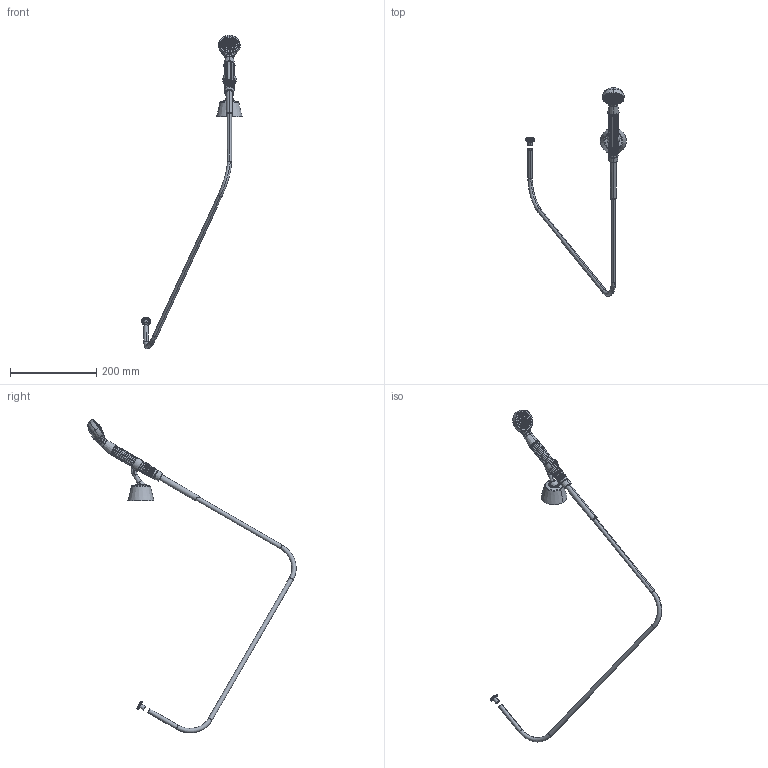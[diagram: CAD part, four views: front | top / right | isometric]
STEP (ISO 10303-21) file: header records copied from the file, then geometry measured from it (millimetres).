
FILE_DESCRIPTION((''),'2;1');
FILE_NAME('280B_ASM','2010-12-08T',('project'),(''),'PRO/ENGINEER BY PARAMETRIC TECHNOLOGY CORPORATION, 2009300','PRO/ENGINEER BY PARAMETRIC TECHNOLOGY CORPORATION, 2009300','');
FILE_SCHEMA(('CONFIG_CONTROL_DESIGN'));
Length unit declared in the file: inch
Products named in the file (24): 50296; 50300; 50299; 50298; 50301; 50297; 287_ASM; 50278; 50279; 50277; 50275; 91173; 50276; 92253; 280_ASM; 50287-1_AF0; 91176_AF0; 50900_AF0; 50900; 91153_AF0; 91153; 91021; 284_RH_ASM; 280B_ASM
Assembly tree (23 placements, depth 3):
  280B_ASM
    287_ASM
      50296
      50300
      50299
      50298
      50301
      50297
    280_ASM
      50278
      50279
      50277
      50275
      91173
      50276
      92253
    284_RH_ASM
      50287-1_AF0
      91176_AF0
      50900_AF0
      50900
      91153_AF0
      91153
      91021
Bounding box: 233.66 x 484 x 728.55 mm (x, y, z)
Volume: 88337 mm3; surface area: 161986.2 mm2
Topology: 19 solids, 36 shells, 1353 faces, 3503 edges, 2226 vertices
Faces by surface type: bspline 493, cylinder 477, plane 148, cone 106, torus 97, sphere 32
Entity records: 89897 total; most frequent: CARTESIAN_POINT 59321, ORIENTED_EDGE 6718, DIRECTION 5144, EDGE_CURVE 3493, VERTEX_POINT 2226, AXIS2_PLACEMENT_3D 2149, EDGE_LOOP 1638, B_SPLINE_CURVE_WITH_KNOTS 1449
